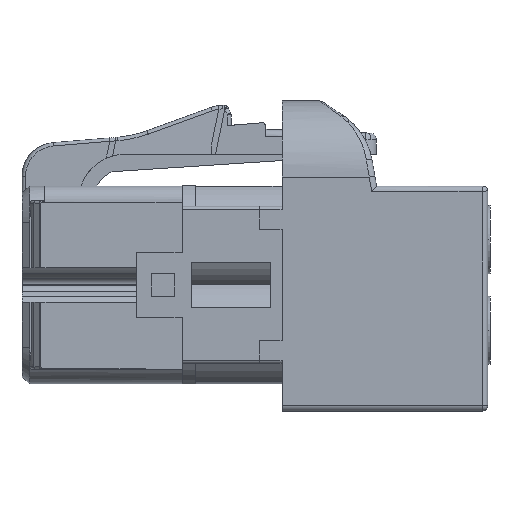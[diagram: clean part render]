
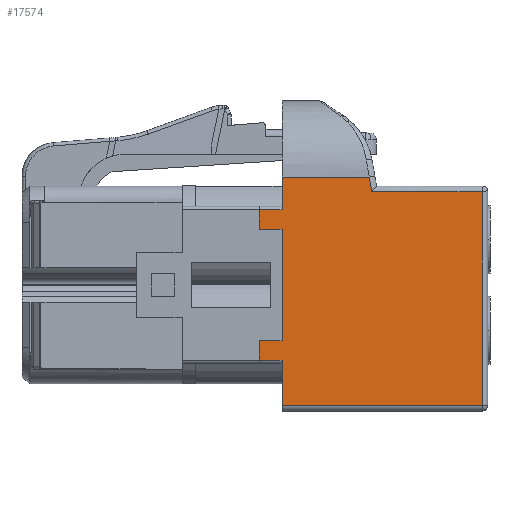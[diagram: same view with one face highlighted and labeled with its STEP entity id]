
A CAD part, left-side view. The second image highlights one B-rep face of the part: STEP entity #17574.
In plain terms, the highlighted planar face has unit normal (-1, 0, 0).
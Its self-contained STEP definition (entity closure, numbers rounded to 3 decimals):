
#3740=DIRECTION('',(0.,-1.,0.));
#3741=VECTOR('',#3740,1.);
#3742=CARTESIAN_POINT('',(48.253,110.158,10.75));
#3743=LINE('',#3742,#3741);
#3747=DIRECTION('',(0.,-1.,0.));
#3748=VECTOR('',#3747,3.838);
#3749=CARTESIAN_POINT('',(48.253,109.158,12.19));
#3750=LINE('',#3749,#3748);
#3754=DIRECTION('',(0.,0.,-1.));
#3755=VECTOR('',#3754,9.4);
#3756=CARTESIAN_POINT('',(48.253,100.354,11.54));
#3757=LINE('',#3756,#3755);
#3761=DIRECTION('',(0.,-1.,0.));
#3762=VECTOR('',#3761,8.804);
#3763=CARTESIAN_POINT('',(48.253,109.158,2.14));
#3764=LINE('',#3763,#3762);
#3768=DIRECTION('',(0.,-1.,0.));
#3769=VECTOR('',#3768,1.);
#3770=CARTESIAN_POINT('',(48.253,110.158,4.13));
#3771=LINE('',#3770,#3769);
#3775=DIRECTION('',(0.,1.,0.));
#3776=VECTOR('',#3775,1.);
#3777=CARTESIAN_POINT('',(48.253,109.158,4.99));
#3778=LINE('',#3777,#3776);
#3782=DIRECTION('',(0.,0.,-1.));
#3783=VECTOR('',#3782,4.9);
#3784=CARTESIAN_POINT('',(48.253,109.158,9.89));
#3785=LINE('',#3784,#3783);
#3789=DIRECTION('',(0.,-1.,0.));
#3790=VECTOR('',#3789,1.);
#3791=CARTESIAN_POINT('',(48.253,110.158,9.89));
#3792=LINE('',#3791,#3790);
#5110=DIRECTION('',(0.,0.,-1.));
#5111=VECTOR('',#5110,1.44);
#5112=CARTESIAN_POINT('',(48.253,109.158,12.19));
#5113=LINE('',#5112,#5111);
#5192=DIRECTION('',(0.,0.,-1.));
#5193=VECTOR('',#5192,1.99);
#5194=CARTESIAN_POINT('',(48.253,109.158,4.13));
#5195=LINE('',#5194,#5193);
#5659=DIRECTION('',(0.,0.174,0.985));
#5660=VECTOR('',#5659,0.66);
#5661=CARTESIAN_POINT('',(48.253,105.205,11.54));
#5662=LINE('',#5661,#5660);
#5674=CARTESIAN_POINT('',(48.253,100.354,11.54));
#5679=DIRECTION('',(0.,1.,0.));
#5680=VECTOR('',#5679,4.852);
#5681=CARTESIAN_POINT('',(48.253,100.354,11.54));
#5682=LINE('',#5681,#5680);
#5686=CARTESIAN_POINT('',(48.253,105.205,11.54));
#10160=DIRECTION('',(0.,0.,-1.));
#10161=VECTOR('',#10160,0.86);
#10162=CARTESIAN_POINT('',(48.253,110.158,10.75));
#10163=LINE('',#10162,#10161);
#10223=DIRECTION('',(0.,0.,-1.));
#10224=VECTOR('',#10223,0.86);
#10225=CARTESIAN_POINT('',(48.253,110.158,4.99));
#10226=LINE('',#10225,#10224);
#13393=CARTESIAN_POINT('',(48.253,105.32,12.19));
#13394=VERTEX_POINT('',#13393);
#13800=VERTEX_POINT('',#5686);
#13938=CARTESIAN_POINT('',(48.253,109.158,12.19));
#13939=VERTEX_POINT('',#13938);
#14174=VERTEX_POINT('',#5674);
#14192=CARTESIAN_POINT('',(48.253,100.354,2.14));
#14193=VERTEX_POINT('',#14192);
#14195=CARTESIAN_POINT('',(48.253,109.158,2.14));
#14197=VERTEX_POINT('',#14195);
#14484=CARTESIAN_POINT('',(48.253,110.158,9.89));
#14485=CARTESIAN_POINT('',(48.253,109.158,9.89));
#14486=VERTEX_POINT('',#14484);
#14487=VERTEX_POINT('',#14485);
#14488=CARTESIAN_POINT('',(48.253,109.158,4.99));
#14489=VERTEX_POINT('',#14488);
#14490=CARTESIAN_POINT('',(48.253,110.158,4.99));
#14491=VERTEX_POINT('',#14490);
#14627=CARTESIAN_POINT('',(48.253,109.158,10.75));
#14628=VERTEX_POINT('',#14627);
#14629=CARTESIAN_POINT('',(48.253,109.158,4.13));
#14630=VERTEX_POINT('',#14629);
#14632=CARTESIAN_POINT('',(48.253,110.158,10.75));
#14634=VERTEX_POINT('',#14632);
#14645=CARTESIAN_POINT('',(48.253,110.158,4.13));
#14646=VERTEX_POINT('',#14645);
#17540=CARTESIAN_POINT('',(48.253,103.304,15.54));
#17541=DIRECTION('',(1.,0.,0.));
#17542=DIRECTION('',(0.,1.,0.));
#17543=AXIS2_PLACEMENT_3D('',#17540,#17541,#17542);
#17544=PLANE('',#17543);
#17546=ORIENTED_EDGE('',*,*,#17545,.F.);
#17548=ORIENTED_EDGE('',*,*,#17547,.T.);
#17550=ORIENTED_EDGE('',*,*,#17549,.F.);
#17552=ORIENTED_EDGE('',*,*,#17551,.T.);
#17554=ORIENTED_EDGE('',*,*,#17553,.F.);
#17556=ORIENTED_EDGE('',*,*,#17555,.F.);
#17558=ORIENTED_EDGE('',*,*,#17557,.T.);
#17560=ORIENTED_EDGE('',*,*,#17559,.F.);
#17562=ORIENTED_EDGE('',*,*,#17561,.F.);
#17564=ORIENTED_EDGE('',*,*,#17563,.F.);
#17566=ORIENTED_EDGE('',*,*,#17565,.F.);
#17568=ORIENTED_EDGE('',*,*,#17567,.F.);
#17569=ORIENTED_EDGE('',*,*,#17501,.F.);
#17571=ORIENTED_EDGE('',*,*,#17570,.F.);
#17572=EDGE_LOOP('',(#17546,#17548,#17550,#17552,#17554,#17556,#17558,#17560,
#17562,#17564,#17566,#17568,#17569,#17571));
#17573=FACE_OUTER_BOUND('',#17572,.F.);
#17501=EDGE_CURVE('',#14487,#14489,#3785,.T.);
#17545=EDGE_CURVE('',#14634,#14486,#10163,.T.);
#17547=EDGE_CURVE('',#14634,#14628,#3743,.T.);
#17549=EDGE_CURVE('',#13939,#14628,#5113,.T.);
#17551=EDGE_CURVE('',#13939,#13394,#3750,.T.);
#17553=EDGE_CURVE('',#13800,#13394,#5662,.T.);
#17555=EDGE_CURVE('',#14174,#13800,#5682,.T.);
#17557=EDGE_CURVE('',#14174,#14193,#3757,.T.);
#17559=EDGE_CURVE('',#14197,#14193,#3764,.T.);
#17561=EDGE_CURVE('',#14630,#14197,#5195,.T.);
#17563=EDGE_CURVE('',#14646,#14630,#3771,.T.);
#17565=EDGE_CURVE('',#14491,#14646,#10226,.T.);
#17567=EDGE_CURVE('',#14489,#14491,#3778,.T.);
#17570=EDGE_CURVE('',#14486,#14487,#3792,.T.);
#17574=ADVANCED_FACE('',(#17573),#17544,.F.);
